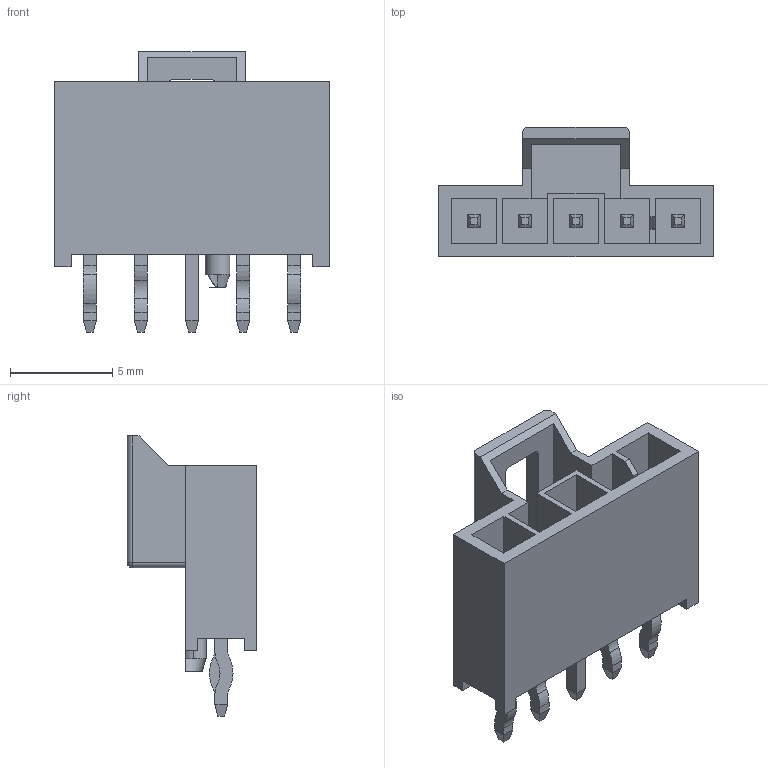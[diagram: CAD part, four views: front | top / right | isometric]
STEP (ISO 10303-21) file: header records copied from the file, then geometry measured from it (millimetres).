
FILE_DESCRIPTION(('STEP AP214'),'1');
FILE_NAME('1053091105.stp','2024-11-14T05:51:55',('TraceParts'),('TraceParts S.A.'),'Spatial InterOp 3D',' ',' ');
FILE_SCHEMA(('AUTOMOTIVE_DESIGN { 1 0 10303 214 1 1 1 1 }'));
Length unit declared in the file: millimetre
Products named in the file (1): 1053091105_1
Bounding box: 13.44 x 6.34 x 13.71 mm (x, y, z)
Volume: 288.8 mm3; surface area: 866.9 mm2
Topology: 1 solids, 1 shells, 198 faces, 525 edges, 347 vertices
Faces by surface type: plane 159, cylinder 35, sphere 2, cone 2
Entity records: 6036 total; most frequent: CARTESIAN_POINT 1068, ORIENTED_EDGE 1018, DIRECTION 1004, EDGE_CURVE 509, LINE 434, VECTOR 434, VERTEX_POINT 323, AXIS2_PLACEMENT_3D 285
